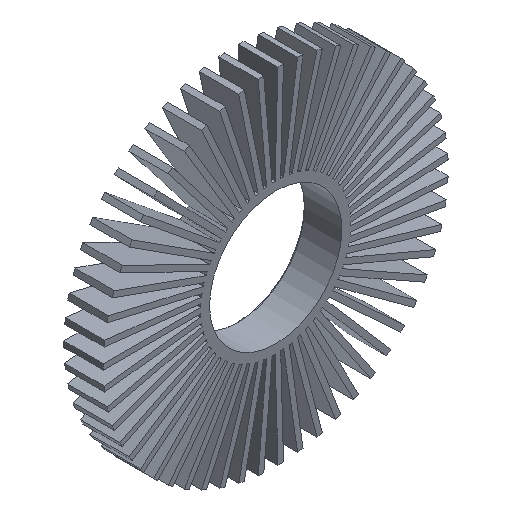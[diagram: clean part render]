
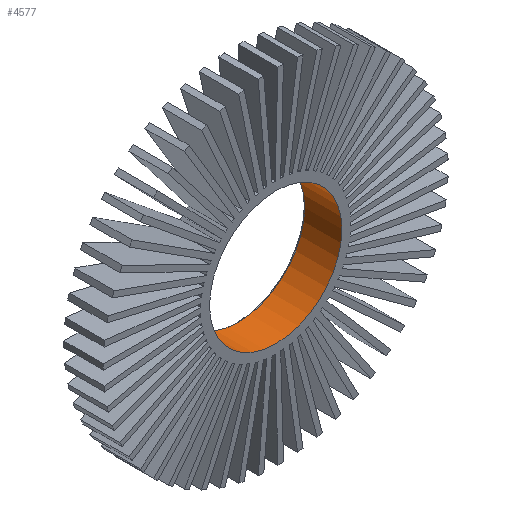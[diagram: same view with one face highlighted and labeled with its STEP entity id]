
A CAD part, isometric view. The second image highlights one B-rep face of the part: STEP entity #4577.
In plain terms, the highlighted cylindrical face has radius 2.375 mm (diameter 4.75 mm), a full revolution.
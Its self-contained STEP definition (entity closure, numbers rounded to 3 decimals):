
#69=CYLINDRICAL_SURFACE('',#4928,2.375);
#130=CIRCLE('',#4654,2.375);
#187=CIRCLE('',#4929,2.375);
#410=FACE_OUTER_BOUND('',#637,.T.);
#637=EDGE_LOOP('',(#4174,#4175,#4176,#4177));
#1192=LINE('',#7494,#1744);
#1744=VECTOR('',#6154,2.375);
#1970=VERTEX_POINT('',#6622);
#2188=VERTEX_POINT('',#7493);
#2417=EDGE_CURVE('',#1970,#1970,#130,.T.);
#2852=EDGE_CURVE('',#1970,#2188,#1192,.T.);
#2853=EDGE_CURVE('',#2188,#2188,#187,.T.);
#4174=ORIENTED_EDGE('',*,*,#2417,.F.);
#4175=ORIENTED_EDGE('',*,*,#2852,.T.);
#4176=ORIENTED_EDGE('',*,*,#2853,.F.);
#4177=ORIENTED_EDGE('',*,*,#2852,.F.);
#4577=ADVANCED_FACE('',(#410),#69,.F.);
#4654=AXIS2_PLACEMENT_3D('',#6623,#5226,#5227);
#4928=AXIS2_PLACEMENT_3D('',#7492,#6152,#6153);
#4929=AXIS2_PLACEMENT_3D('',#7495,#6155,#6156);
#5226=DIRECTION('center_axis',(0.,1.,0.));
#5227=DIRECTION('ref_axis',(1.,0.,0.));
#6152=DIRECTION('center_axis',(0.,1.,0.));
#6153=DIRECTION('ref_axis',(1.,0.,0.));
#6154=DIRECTION('',(0.,1.,0.));
#6155=DIRECTION('center_axis',(0.,-1.,0.));
#6156=DIRECTION('ref_axis',(1.,0.,0.));
#6622=CARTESIAN_POINT('',(-2.375,0.,0.));
#6623=CARTESIAN_POINT('Origin',(0.,0.,0.));
#7492=CARTESIAN_POINT('Origin',(0.,0.,0.));
#7493=CARTESIAN_POINT('',(-2.375,1.338,0.));
#7494=CARTESIAN_POINT('',(-2.375,0.,0.));
#7495=CARTESIAN_POINT('Origin',(0.,1.338,0.));
